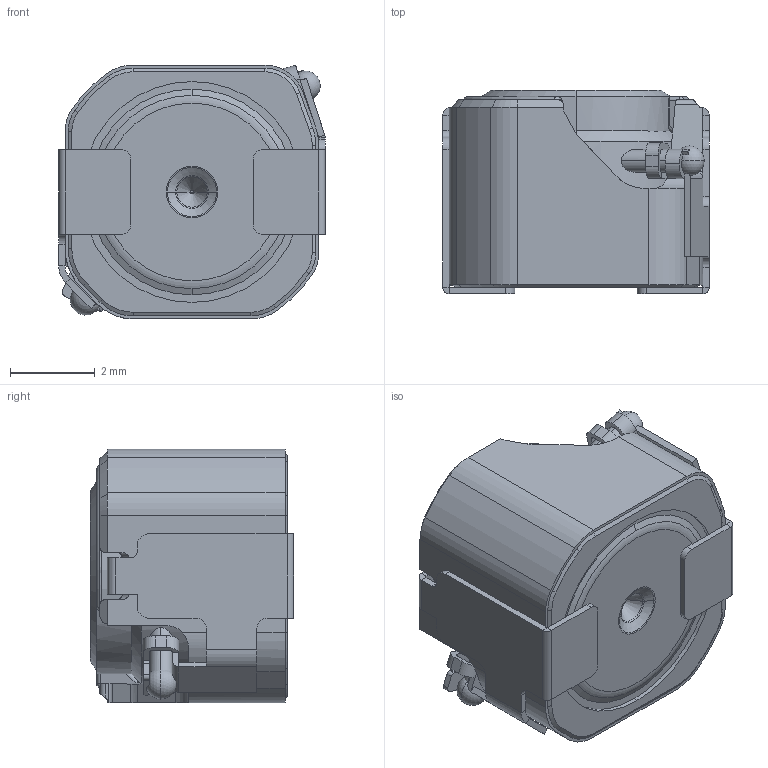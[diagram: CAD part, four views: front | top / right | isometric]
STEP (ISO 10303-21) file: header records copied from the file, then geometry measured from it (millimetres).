
FILE_DESCRIPTION (( 'STEP AP214' ), '1' );
FILE_NAME ('CLF6045NIT-150M-D.STEP', '2022-03-04T08:35:40', ( '' ), ( '' ), 'SwSTEP 2.0', 'SolidWorks 2017', '' );
FILE_SCHEMA (( 'AUTOMOTIVE_DESIGN' ));
Length unit declared in the file: millimetre
Products named in the file (1): CLF6045NIT-150M-D
Bounding box: 6.3 x 4.8 x 6 mm (x, y, z)
Volume: 143.5 mm3; surface area: 282.1 mm2
Topology: 9 solids, 9 shells, 425 faces, 1105 edges, 679 vertices
Faces by surface type: plane 162, cylinder 150, sphere 44, cone 32, torus 26, bspline 11
Entity records: 13305 total; most frequent: CARTESIAN_POINT 3033, DIRECTION 2180, ORIENTED_EDGE 2132, EDGE_CURVE 1066, AXIS2_PLACEMENT_3D 819, VERTEX_POINT 661, VECTOR 542, LINE 542
